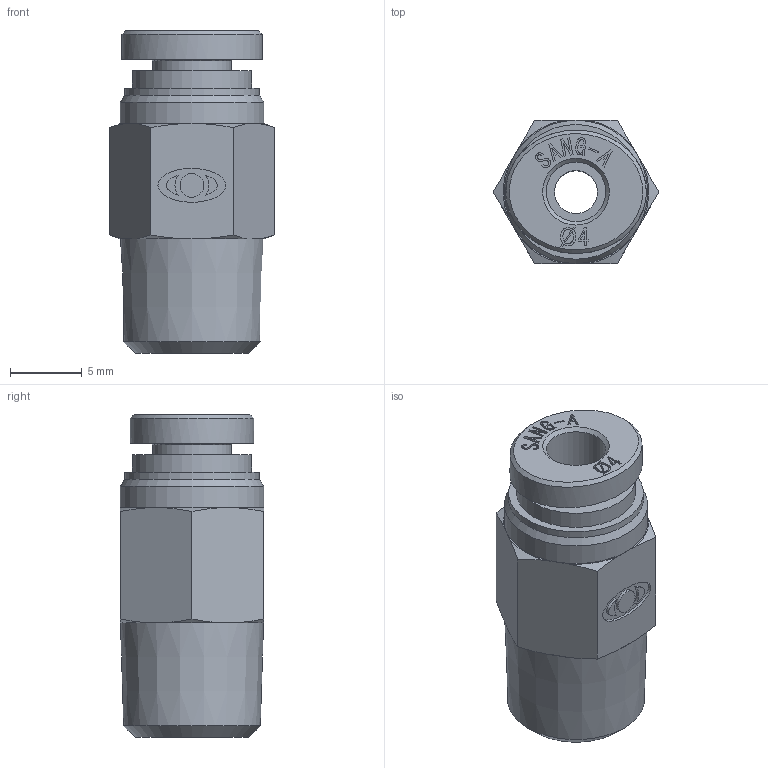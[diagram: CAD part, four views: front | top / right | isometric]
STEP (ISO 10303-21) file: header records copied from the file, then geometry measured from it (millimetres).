
FILE_DESCRIPTION((''),'2;1');
FILE_NAME('F-PC 0401.stp','2020-11-23T15:48:20',('Administrator'),(''),'Autodesk Inventor 2013','Autodesk Inventor 2013','');
FILE_SCHEMA(('CONFIG_CONTROL_DESIGN'));
Length unit declared in the file: millimetre
Products named in the file (3): 조립품12; F-SLEEVE 04(SUS); F-PC BODY 0401
Assembly tree (2 placements, depth 2):
  조립품12
    F-SLEEVE 04(SUS)
    F-PC BODY 0401
Bounding box: 11.55 x 10 x 22.5 mm (x, y, z)
Volume: 1419.5 mm3; surface area: 1271 mm2
Topology: 2 solids, 2 shells, 266 faces, 690 edges, 456 vertices
Faces by surface type: plane 143, bspline 95, cone 18, cylinder 10
Full cylindrical faces by diameter (mm): 1.657 x1, 3 x1, 4.15 x1, 4.2 x1, 5.5 x1, 8.3 x1, 9.4 x1, 10 x1
Entity records: 8293 total; most frequent: CARTESIAN_POINT 2428, ORIENTED_EDGE 1344, DIRECTION 868, EDGE_CURVE 672, VERTEX_POINT 454, VECTOR 416, LINE 416, EDGE_LOOP 314
